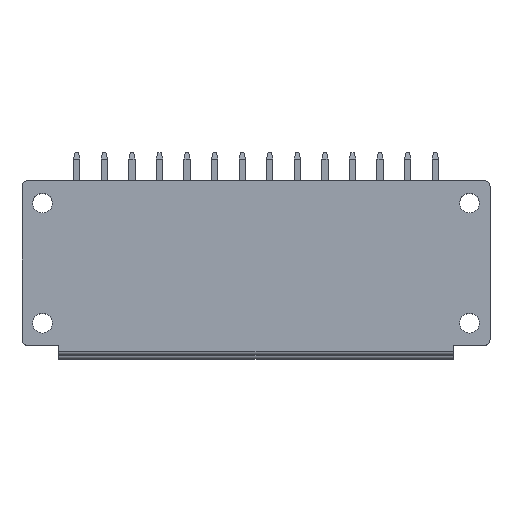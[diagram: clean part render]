
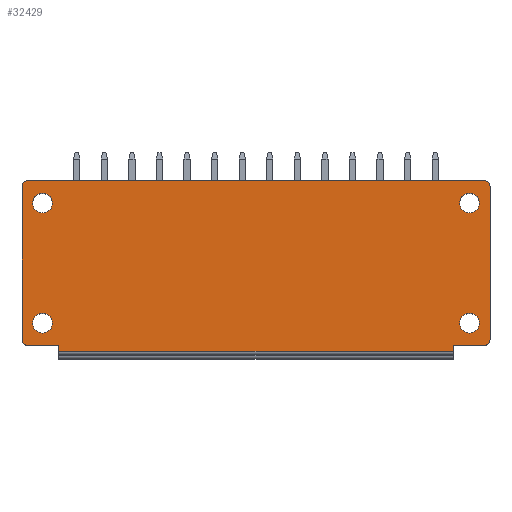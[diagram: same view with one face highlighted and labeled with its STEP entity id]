
A CAD part, top view. The second image highlights one B-rep face of the part: STEP entity #32429.
In plain terms, the highlighted planar face has unit normal (0, 0, 1).
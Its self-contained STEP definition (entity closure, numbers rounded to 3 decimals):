
#532=CARTESIAN_POINT('',(-52.3,-6.74,9.2));
#533=DIRECTION('',(0.,0.,-1.));
#534=DIRECTION('',(-1.,0.,0.));
#535=AXIS2_PLACEMENT_3D('',#532,#533,#534);
#537=CARTESIAN_POINT('',(-52.3,-6.74,9.2));
#538=DIRECTION('',(0.,0.,-1.));
#539=DIRECTION('',(1.,0.,0.));
#540=AXIS2_PLACEMENT_3D('',#537,#538,#539);
#542=CARTESIAN_POINT('',(-52.3,8.5,9.2));
#543=DIRECTION('',(0.,0.,-1.));
#544=DIRECTION('',(-1.,0.,0.));
#545=AXIS2_PLACEMENT_3D('',#542,#543,#544);
#547=CARTESIAN_POINT('',(-52.3,8.5,9.2));
#548=DIRECTION('',(0.,0.,-1.));
#549=DIRECTION('',(1.,0.,0.));
#550=AXIS2_PLACEMENT_3D('',#547,#548,#549);
#552=CARTESIAN_POINT('',(1.9,-6.74,9.2));
#553=DIRECTION('',(0.,0.,1.));
#554=DIRECTION('',(1.,0.,0.));
#555=AXIS2_PLACEMENT_3D('',#552,#553,#554);
#557=CARTESIAN_POINT('',(1.9,-6.74,9.2));
#558=DIRECTION('',(0.,0.,1.));
#559=DIRECTION('',(-1.,0.,0.));
#560=AXIS2_PLACEMENT_3D('',#557,#558,#559);
#562=CARTESIAN_POINT('',(1.9,8.5,9.2));
#563=DIRECTION('',(0.,0.,1.));
#564=DIRECTION('',(1.,0.,0.));
#565=AXIS2_PLACEMENT_3D('',#562,#563,#564);
#567=CARTESIAN_POINT('',(1.9,8.5,9.2));
#568=DIRECTION('',(0.,0.,1.));
#569=DIRECTION('',(-1.,0.,0.));
#570=AXIS2_PLACEMENT_3D('',#567,#568,#569);
#572=DIRECTION('',(0.,-1.,0.));
#573=VECTOR('',#572,0.7);
#574=CARTESIAN_POINT('',(-50.25,-9.6,9.2));
#575=LINE('',#574,#573);
#576=DIRECTION('',(1.,0.,0.));
#577=VECTOR('',#576,3.85);
#578=CARTESIAN_POINT('',(-54.1,-9.6,9.2));
#579=LINE('',#578,#577);
#580=CARTESIAN_POINT('',(-54.1,-8.8,9.2));
#581=DIRECTION('',(0.,0.,1.));
#582=DIRECTION('',(-1.,0.,0.));
#583=AXIS2_PLACEMENT_3D('',#580,#581,#582);
#585=CARTESIAN_POINT('',(-54.1,10.6,9.2));
#586=DIRECTION('',(0.,0.,1.));
#587=DIRECTION('',(0.,1.,0.));
#588=AXIS2_PLACEMENT_3D('',#585,#586,#587);
#590=CARTESIAN_POINT('',(3.7,10.6,9.2));
#591=DIRECTION('',(0.,0.,-1.));
#592=DIRECTION('',(0.,1.,0.));
#593=AXIS2_PLACEMENT_3D('',#590,#591,#592);
#595=CARTESIAN_POINT('',(3.7,-8.8,9.2));
#596=DIRECTION('',(0.,0.,-1.));
#597=DIRECTION('',(1.,0.,0.));
#598=AXIS2_PLACEMENT_3D('',#595,#596,#597);
#600=DIRECTION('',(-1.,0.,0.));
#601=VECTOR('',#600,3.85);
#602=CARTESIAN_POINT('',(3.7,-9.6,9.2));
#603=LINE('',#602,#601);
#604=DIRECTION('',(0.,-1.,0.));
#605=VECTOR('',#604,0.7);
#606=CARTESIAN_POINT('',(-0.15,-9.6,9.2));
#607=LINE('',#606,#605);
#11464=DIRECTION('',(0.,-1.,0.));
#11465=VECTOR('',#11464,19.4);
#11466=CARTESIAN_POINT('',(-54.9,10.6,9.2));
#11467=LINE('',#11466,#11465);
#11920=DIRECTION('',(-1.,0.,0.));
#11921=VECTOR('',#11920,57.8);
#11922=CARTESIAN_POINT('',(3.7,11.4,9.2));
#11923=LINE('',#11922,#11921);
#13724=DIRECTION('',(0.,1.,0.));
#13725=VECTOR('',#13724,19.4);
#13726=CARTESIAN_POINT('',(4.5,-8.8,9.2));
#13727=LINE('',#13726,#13725);
#13799=DIRECTION('',(-1.,0.,0.));
#13800=VECTOR('',#13799,50.1);
#13801=CARTESIAN_POINT('',(-0.15,-10.3,9.2));
#13802=LINE('',#13801,#13800);
#28328=CARTESIAN_POINT('',(-0.15,-10.3,9.2));
#28330=VERTEX_POINT('',#28328);
#31086=CARTESIAN_POINT('',(-50.25,-10.3,9.2));
#31088=VERTEX_POINT('',#31086);
#31776=CARTESIAN_POINT('',(3.15,8.5,9.2));
#31777=CARTESIAN_POINT('',(0.65,8.5,9.2));
#31778=VERTEX_POINT('',#31776);
#31779=VERTEX_POINT('',#31777);
#31780=CARTESIAN_POINT('',(3.15,-6.74,9.2));
#31781=CARTESIAN_POINT('',(0.65,-6.74,9.2));
#31782=VERTEX_POINT('',#31780);
#31783=VERTEX_POINT('',#31781);
#31784=CARTESIAN_POINT('',(3.7,11.4,9.2));
#31785=CARTESIAN_POINT('',(4.5,10.6,9.2));
#31786=VERTEX_POINT('',#31784);
#31787=VERTEX_POINT('',#31785);
#31788=CARTESIAN_POINT('',(4.5,-8.8,9.2));
#31789=CARTESIAN_POINT('',(3.7,-9.6,9.2));
#31790=VERTEX_POINT('',#31788);
#31791=VERTEX_POINT('',#31789);
#31792=CARTESIAN_POINT('',(-0.15,-9.6,9.2));
#31793=VERTEX_POINT('',#31792);
#31826=CARTESIAN_POINT('',(-53.55,8.5,9.2));
#31827=CARTESIAN_POINT('',(-51.05,8.5,9.2));
#31828=VERTEX_POINT('',#31826);
#31829=VERTEX_POINT('',#31827);
#31830=CARTESIAN_POINT('',(-53.55,-6.74,9.2));
#31831=CARTESIAN_POINT('',(-51.05,-6.74,9.2));
#31832=VERTEX_POINT('',#31830);
#31833=VERTEX_POINT('',#31831);
#31834=CARTESIAN_POINT('',(-54.1,11.4,9.2));
#31835=CARTESIAN_POINT('',(-54.9,10.6,9.2));
#31836=VERTEX_POINT('',#31834);
#31837=VERTEX_POINT('',#31835);
#31838=CARTESIAN_POINT('',(-54.9,-8.8,9.2));
#31839=CARTESIAN_POINT('',(-54.1,-9.6,9.2));
#31840=VERTEX_POINT('',#31838);
#31841=VERTEX_POINT('',#31839);
#31842=CARTESIAN_POINT('',(-50.25,-9.6,9.2));
#31843=VERTEX_POINT('',#31842);
#32376=CARTESIAN_POINT('',(0.,11.4,9.2));
#32377=DIRECTION('',(0.,0.,1.));
#32378=DIRECTION('',(0.,-1.,0.));
#32379=AXIS2_PLACEMENT_3D('',#32376,#32377,#32378);
#32380=PLANE('',#32379);
#32382=ORIENTED_EDGE('',*,*,#32381,.F.);
#32384=ORIENTED_EDGE('',*,*,#32383,.F.);
#32386=ORIENTED_EDGE('',*,*,#32385,.F.);
#32388=ORIENTED_EDGE('',*,*,#32387,.F.);
#32390=ORIENTED_EDGE('',*,*,#32389,.F.);
#32392=ORIENTED_EDGE('',*,*,#32391,.F.);
#32394=ORIENTED_EDGE('',*,*,#32393,.T.);
#32396=ORIENTED_EDGE('',*,*,#32395,.F.);
#32398=ORIENTED_EDGE('',*,*,#32397,.T.);
#32400=ORIENTED_EDGE('',*,*,#32399,.T.);
#32402=ORIENTED_EDGE('',*,*,#32401,.T.);
#32404=ORIENTED_EDGE('',*,*,#32403,.T.);
#32405=EDGE_LOOP('',(#32382,#32384,#32386,#32388,#32390,#32392,#32394,#32396,
#32398,#32400,#32402,#32404));
#32406=FACE_OUTER_BOUND('',#32405,.F.);
#32407=ORIENTED_EDGE('',*,*,#32356,.F.);
#32408=ORIENTED_EDGE('',*,*,#32370,.F.);
#32409=EDGE_LOOP('',(#32407,#32408));
#32410=FACE_BOUND('',#32409,.F.);
#32412=ORIENTED_EDGE('',*,*,#32411,.T.);
#32414=ORIENTED_EDGE('',*,*,#32413,.T.);
#32415=EDGE_LOOP('',(#32412,#32414));
#32416=FACE_BOUND('',#32415,.F.);
#32418=ORIENTED_EDGE('',*,*,#32417,.T.);
#32420=ORIENTED_EDGE('',*,*,#32419,.T.);
#32421=EDGE_LOOP('',(#32418,#32420));
#32422=FACE_BOUND('',#32421,.F.);
#32424=ORIENTED_EDGE('',*,*,#32423,.F.);
#32426=ORIENTED_EDGE('',*,*,#32425,.F.);
#32427=EDGE_LOOP('',(#32424,#32426));
#32428=FACE_BOUND('',#32427,.F.);
#32429=ADVANCED_FACE('',(#32406,#32410,#32416,#32422,#32428),#32380,.T.);
#536=CIRCLE('',#535,1.25);
#541=CIRCLE('',#540,1.25);
#546=CIRCLE('',#545,1.25);
#551=CIRCLE('',#550,1.25);
#556=CIRCLE('',#555,1.25);
#561=CIRCLE('',#560,1.25);
#566=CIRCLE('',#565,1.25);
#571=CIRCLE('',#570,1.25);
#584=CIRCLE('',#583,0.8);
#589=CIRCLE('',#588,0.8);
#594=CIRCLE('',#593,0.8);
#599=CIRCLE('',#598,0.8);
#32356=EDGE_CURVE('',#31828,#31829,#546,.T.);
#32370=EDGE_CURVE('',#31829,#31828,#551,.T.);
#32381=EDGE_CURVE('',#31843,#31088,#575,.T.);
#32383=EDGE_CURVE('',#31841,#31843,#579,.T.);
#32385=EDGE_CURVE('',#31840,#31841,#584,.T.);
#32387=EDGE_CURVE('',#31837,#31840,#11467,.T.);
#32389=EDGE_CURVE('',#31836,#31837,#589,.T.);
#32391=EDGE_CURVE('',#31786,#31836,#11923,.T.);
#32393=EDGE_CURVE('',#31786,#31787,#594,.T.);
#32395=EDGE_CURVE('',#31790,#31787,#13727,.T.);
#32397=EDGE_CURVE('',#31790,#31791,#599,.T.);
#32399=EDGE_CURVE('',#31791,#31793,#603,.T.);
#32401=EDGE_CURVE('',#31793,#28330,#607,.T.);
#32403=EDGE_CURVE('',#28330,#31088,#13802,.T.);
#32411=EDGE_CURVE('',#31782,#31783,#556,.T.);
#32413=EDGE_CURVE('',#31783,#31782,#561,.T.);
#32417=EDGE_CURVE('',#31778,#31779,#566,.T.);
#32419=EDGE_CURVE('',#31779,#31778,#571,.T.);
#32423=EDGE_CURVE('',#31832,#31833,#536,.T.);
#32425=EDGE_CURVE('',#31833,#31832,#541,.T.);
